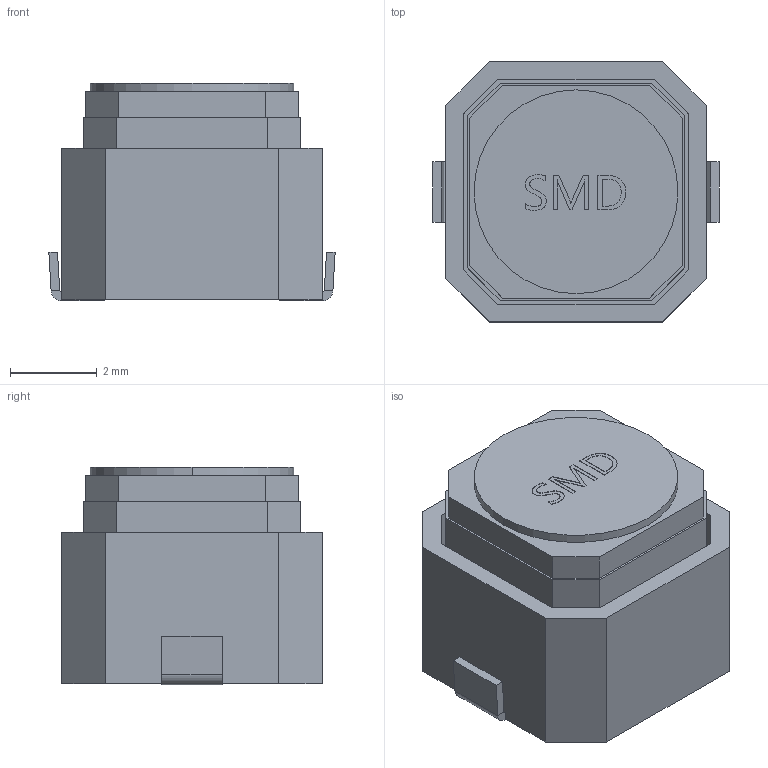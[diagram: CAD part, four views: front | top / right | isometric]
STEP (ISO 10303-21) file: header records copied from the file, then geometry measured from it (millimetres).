
FILE_DESCRIPTION (( 'STEP AP214' ), '1' );
FILE_NAME ('KEY-SMD_2P-L6.0-W6.0-H5.0-P6.00.step', '2022-07-02T14:54:20', ( '' ), ( '' ), 'SwSTEP 2.0', 'SolidWorks 2020', '' );
FILE_SCHEMA (( 'AUTOMOTIVE_DESIGN' ));
Length unit declared in the file: millimetre
Products named in the file (1): KEY-SMD_2P-L6.0-W6.0-H5.0-P6.00
Bounding box: 6.6 x 6 x 5.02 mm (x, y, z)
Volume: 147.9 mm3; surface area: 289.3 mm2
Topology: 1 solids, 1 shells, 399 faces, 1073 edges, 710 vertices
Faces by surface type: plane 259, bspline 134, cylinder 6
Entity records: 19008 total; most frequent: CARTESIAN_POINT 5525, ORIENTED_EDGE 2146, DIRECTION 1345, EDGE_CURVE 1073, VECTOR 789, LINE 789, VERTEX_POINT 710, EDGE_LOOP 433
